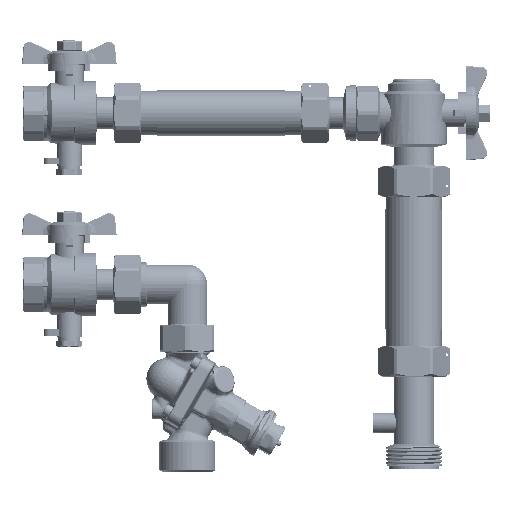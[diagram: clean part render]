
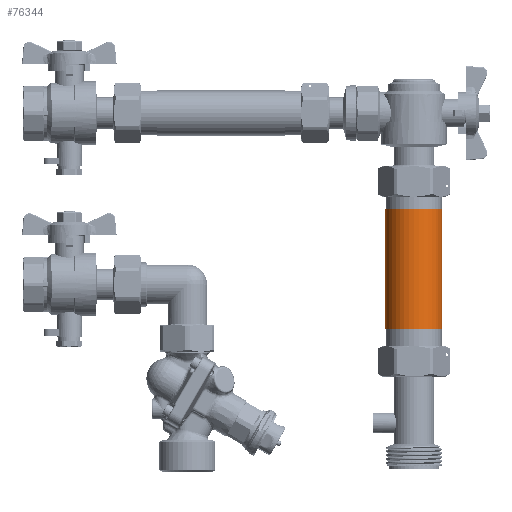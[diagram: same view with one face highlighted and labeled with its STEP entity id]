
A CAD part, top view. The second image highlights one B-rep face of the part: STEP entity #76344.
In plain terms, the highlighted cylindrical face has radius 16.85 mm (diameter 33.7 mm), a full revolution.
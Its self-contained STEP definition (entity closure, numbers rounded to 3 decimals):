
#15987=CYLINDRICAL_SURFACE('',#86180,16.85);
#38169=ORIENTED_EDGE('',*,*,#49278,.T.);
#38170=ORIENTED_EDGE('',*,*,#49279,.F.);
#49278=EDGE_CURVE('',#56479,#56479,#58938,.T.);
#49279=EDGE_CURVE('',#56480,#56480,#58939,.T.);
#56479=VERTEX_POINT('',#176097);
#56480=VERTEX_POINT('',#176099);
#58938=CIRCLE('',#86181,16.85);
#58939=CIRCLE('',#86182,16.85);
#64276=EDGE_LOOP('',(#38169));
#64277=EDGE_LOOP('',(#38170));
#69634=FACE_BOUND('',#64276,.T.);
#69635=FACE_BOUND('',#64277,.T.);
#76344=ADVANCED_FACE('',(#69634,#69635),#15987,.T.);
#86180=AXIS2_PLACEMENT_3D('',#176095,#106305,#106306);
#86181=AXIS2_PLACEMENT_3D('',#176096,#106307,#106308);
#86182=AXIS2_PLACEMENT_3D('',#176098,#106309,#106310);
#106305=DIRECTION('',(0.,1.,0.));
#106306=DIRECTION('',(0.,0.,1.));
#106307=DIRECTION('',(0.,1.,0.));
#106308=DIRECTION('',(1.,0.,0.));
#106309=DIRECTION('',(0.,1.,0.));
#106310=DIRECTION('',(0.,0.,-1.));
#176095=CARTESIAN_POINT('',(0.,-52.5,0.));
#176096=CARTESIAN_POINT('',(0.,-35.5,0.));
#176097=CARTESIAN_POINT('',(16.85,-35.5,0.));
#176098=CARTESIAN_POINT('',(0.,35.5,0.));
#176099=CARTESIAN_POINT('',(0.,35.5,-16.85));
